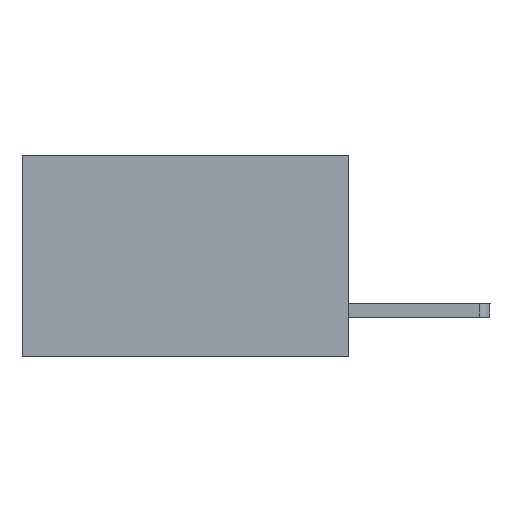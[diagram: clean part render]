
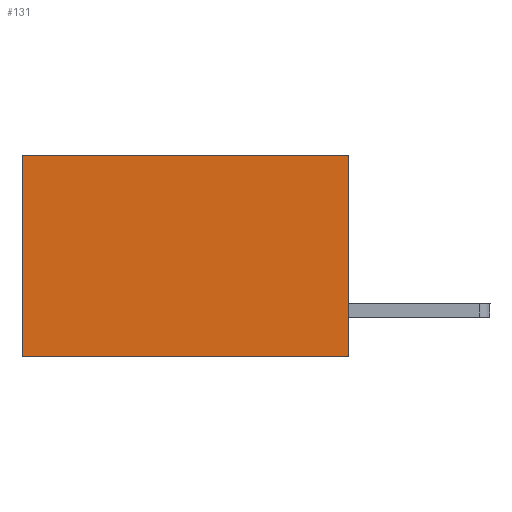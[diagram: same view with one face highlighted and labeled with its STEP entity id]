
A CAD part, left-side view. The second image highlights one B-rep face of the part: STEP entity #131.
In plain terms, the highlighted planar face has unit normal (-1, 0, 0).
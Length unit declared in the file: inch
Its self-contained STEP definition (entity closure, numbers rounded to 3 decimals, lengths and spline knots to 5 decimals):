
#131 = ADVANCED_FACE ( 'NONE', ( #1297 ), #4059, .F. ) ;
#180 = VERTEX_POINT ( 'NONE', #7597 ) ;
#185 = VERTEX_POINT ( 'NONE', #4929 ) ;
#507 = EDGE_LOOP ( 'NONE', ( #8624, #2986, #692, #6971 ) ) ;
#692 = ORIENTED_EDGE ( 'NONE', *, *, #3516, .F. ) ;
#744 = CARTESIAN_POINT ( 'NONE',  ( 0.2615, 0., -0.37 ) ) ;
#1060 = EDGE_CURVE ( 'NONE', #185, #1369, #7660, .T. ) ;
#1232 = CARTESIAN_POINT ( 'NONE',  ( 0.2615, 0.6, -0.37 ) ) ;
#1241 = VERTEX_POINT ( 'NONE', #2349 ) ;
#1297 = FACE_OUTER_BOUND ( 'NONE', #507, .T. ) ;
#1369 = VERTEX_POINT ( 'NONE', #1232 ) ;
#1449 = DIRECTION ( 'NONE',  ( 0., 0., -1. ) ) ;
#1795 = DIRECTION ( 'NONE',  ( 0., 0., -1. ) ) ;
#1952 = LINE ( 'NONE', #8168, #4045 ) ;
#2349 = CARTESIAN_POINT ( 'NONE',  ( 0.2615, 0., 0. ) ) ;
#2840 = LINE ( 'NONE', #5559, #8213 ) ;
#2986 = ORIENTED_EDGE ( 'NONE', *, *, #5365, .F. ) ;
#3516 = EDGE_CURVE ( 'NONE', #1241, #180, #1952, .T. ) ;
#3693 = AXIS2_PLACEMENT_3D ( 'NONE', #5252, #8007, #1795 ) ;
#3994 = VECTOR ( 'NONE', #4922, 39.37008 ) ;
#4045 = VECTOR ( 'NONE', #8211, 39.37008 ) ;
#4059 = PLANE ( 'NONE',  #3693 ) ;
#4922 = DIRECTION ( 'NONE',  ( 0., 1., 0. ) ) ;
#4929 = CARTESIAN_POINT ( 'NONE',  ( 0.2615, 0.6, 0. ) ) ;
#4939 = CARTESIAN_POINT ( 'NONE',  ( 0.2615, 0.6, -0.37 ) ) ;
#5252 = CARTESIAN_POINT ( 'NONE',  ( 0.2615, 0., -0.37 ) ) ;
#5365 = EDGE_CURVE ( 'NONE', #180, #1369, #6960, .T. ) ;
#5376 = VECTOR ( 'NONE', #1449, 39.37008 ) ;
#5559 = CARTESIAN_POINT ( 'NONE',  ( 0.2615, 0., 0. ) ) ;
#5729 = DIRECTION ( 'NONE',  ( 0., 1., 0. ) ) ;
#6960 = LINE ( 'NONE', #744, #3994 ) ;
#6971 = ORIENTED_EDGE ( 'NONE', *, *, #7455, .T. ) ;
#7455 = EDGE_CURVE ( 'NONE', #1241, #185, #2840, .T. ) ;
#7597 = CARTESIAN_POINT ( 'NONE',  ( 0.2615, 0., -0.37 ) ) ;
#7660 = LINE ( 'NONE', #4939, #5376 ) ;
#8007 = DIRECTION ( 'NONE',  ( 1., 0., 0. ) ) ;
#8168 = CARTESIAN_POINT ( 'NONE',  ( 0.2615, 0., -0.37 ) ) ;
#8211 = DIRECTION ( 'NONE',  ( 0., 0., -1. ) ) ;
#8213 = VECTOR ( 'NONE', #5729, 39.37008 ) ;
#8624 = ORIENTED_EDGE ( 'NONE', *, *, #1060, .T. ) ;
